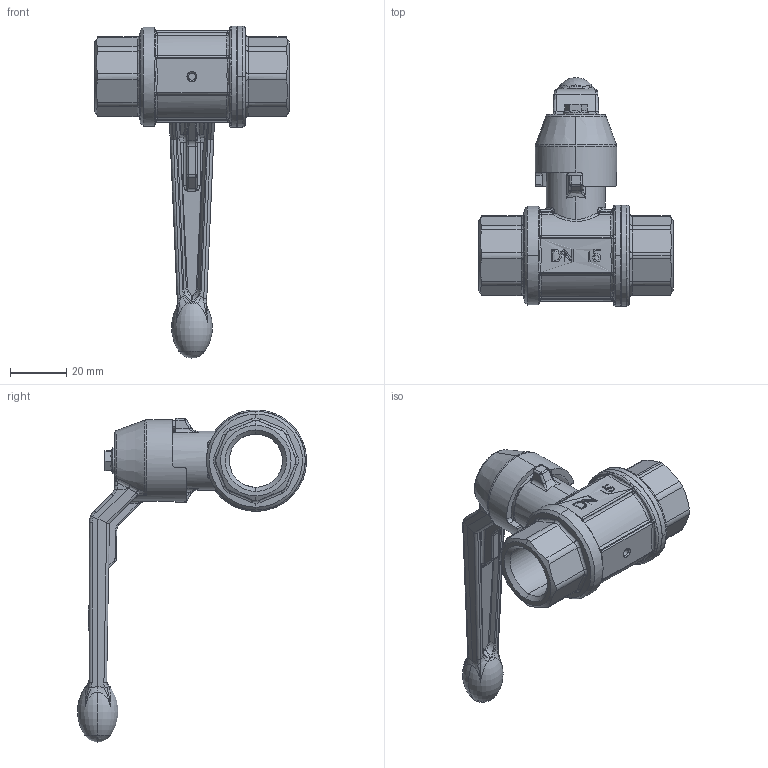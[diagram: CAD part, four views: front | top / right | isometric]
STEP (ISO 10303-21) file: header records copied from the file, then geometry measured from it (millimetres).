
FILE_DESCRIPTION (( 'STEP AP214' ), '1' );
FILE_NAME ('2351N204.STEP', '2021-03-08T12:00:31', ( '' ), ( '' ), 'SwSTEP 2.0', 'SolidWorks 2021', '' );
FILE_SCHEMA (( 'AUTOMOTIVE_DESIGN' ));
Length unit declared in the file: millimetre
Products named in the file (1): 2351N204
Bounding box: 69 x 81.37 x 118 mm (x, y, z)
Surface area: 18712.5 mm2 (no closed solid volume)
Topology: 0 solids, 22 shells, 723 faces, 1984 edges, 1232 vertices
Faces by surface type: bspline 245, plane 226, cylinder 142, cone 49, torus 48, sphere 13
Entity records: 32873 total; most frequent: CARTESIAN_POINT 20215, ORIENTED_EDGE 3549, EDGE_CURVE 1946, B_SPLINE_CURVE_WITH_KNOTS 1764, VERTEX_POINT 1232, DIRECTION 950, EDGE_LOOP 737, ADVANCED_FACE 717
